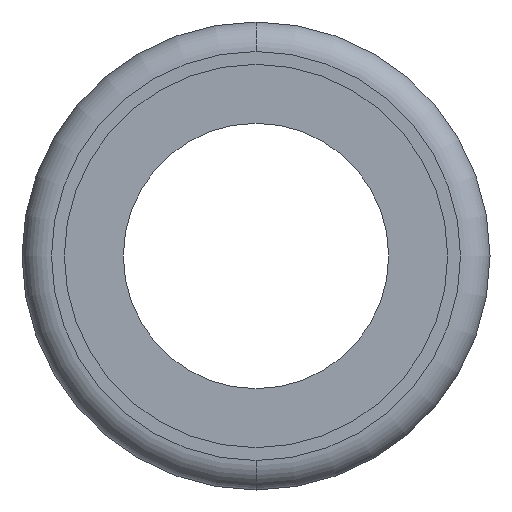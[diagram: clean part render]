
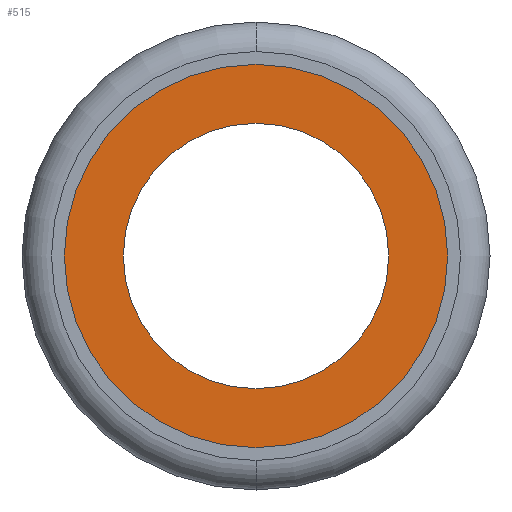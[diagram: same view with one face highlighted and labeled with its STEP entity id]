
A CAD part, front view. The second image highlights one B-rep face of the part: STEP entity #515.
In plain terms, the highlighted planar face has unit normal (0, -1, 0).
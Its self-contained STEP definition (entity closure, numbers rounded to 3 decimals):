
#58 = ORIENTED_EDGE ( 'NONE', *, *, #261, .T. ) ;
#65 = CARTESIAN_POINT ( 'NONE',  ( 0., 6.4, 0. ) ) ;
#68 = DIRECTION ( 'NONE',  ( 0., 0., -1. ) ) ;
#90 = CIRCLE ( 'NONE', #484, 1.3 ) ;
#117 = CARTESIAN_POINT ( 'NONE',  ( 1.3, 6.4, 0. ) ) ;
#118 = FACE_BOUND ( 'NONE', #308, .T. ) ;
#140 = CARTESIAN_POINT ( 'NONE',  ( 0., 6.4, -0.9 ) ) ;
#141 = FACE_OUTER_BOUND ( 'NONE', #595, .T. ) ;
#149 = VERTEX_POINT ( 'NONE', #592 ) ;
#168 = CIRCLE ( 'NONE', #337, 0.9 ) ;
#186 = CARTESIAN_POINT ( 'NONE',  ( 0., 6.4, -1.3 ) ) ;
#198 = AXIS2_PLACEMENT_3D ( 'NONE', #117, #618, #68 ) ;
#222 = DIRECTION ( 'NONE',  ( 0., 0., 1. ) ) ;
#230 = CARTESIAN_POINT ( 'NONE',  ( 0., 6.4, 0. ) ) ;
#256 = CARTESIAN_POINT ( 'NONE',  ( 0., 6.4, 0. ) ) ;
#261 = EDGE_CURVE ( 'NONE', #636, #149, #302, .T. ) ;
#262 = CARTESIAN_POINT ( 'NONE',  ( 0., 6.4, 1.3 ) ) ;
#267 = DIRECTION ( 'NONE',  ( 0., 0., 1. ) ) ;
#300 = EDGE_CURVE ( 'NONE', #149, #636, #168, .T. ) ;
#302 = CIRCLE ( 'NONE', #440, 0.9 ) ;
#308 = EDGE_LOOP ( 'NONE', ( #589, #58 ) ) ;
#335 = VERTEX_POINT ( 'NONE', #186 ) ;
#337 = AXIS2_PLACEMENT_3D ( 'NONE', #520, #576, #573 ) ;
#367 = DIRECTION ( 'NONE',  ( 0., 0., 1. ) ) ;
#440 = AXIS2_PLACEMENT_3D ( 'NONE', #256, #565, #267 ) ;
#459 = DIRECTION ( 'NONE',  ( 0., 1., 0. ) ) ;
#484 = AXIS2_PLACEMENT_3D ( 'NONE', #230, #570, #367 ) ;
#497 = ORIENTED_EDGE ( 'NONE', *, *, #566, .F. ) ;
#512 = CIRCLE ( 'NONE', #591, 1.3 ) ;
#515 = ADVANCED_FACE ( 'NONE', ( #118, #141 ), #613, .T. ) ;
#520 = CARTESIAN_POINT ( 'NONE',  ( 0., 6.4, 0. ) ) ;
#521 = VERTEX_POINT ( 'NONE', #262 ) ;
#565 = DIRECTION ( 'NONE',  ( 0., 1., 0. ) ) ;
#566 = EDGE_CURVE ( 'NONE', #521, #335, #512, .T. ) ;
#569 = EDGE_CURVE ( 'NONE', #335, #521, #90, .T. ) ;
#570 = DIRECTION ( 'NONE',  ( 0., 1., 0. ) ) ;
#573 = DIRECTION ( 'NONE',  ( 0., 0., 1. ) ) ;
#576 = DIRECTION ( 'NONE',  ( 0., 1., 0. ) ) ;
#589 = ORIENTED_EDGE ( 'NONE', *, *, #300, .T. ) ;
#591 = AXIS2_PLACEMENT_3D ( 'NONE', #65, #459, #222 ) ;
#592 = CARTESIAN_POINT ( 'NONE',  ( 0., 6.4, 0.9 ) ) ;
#595 = EDGE_LOOP ( 'NONE', ( #497, #598 ) ) ;
#598 = ORIENTED_EDGE ( 'NONE', *, *, #569, .F. ) ;
#613 = PLANE ( 'NONE',  #198 ) ;
#618 = DIRECTION ( 'NONE',  ( 0., -1., 0. ) ) ;
#636 = VERTEX_POINT ( 'NONE', #140 ) ;
